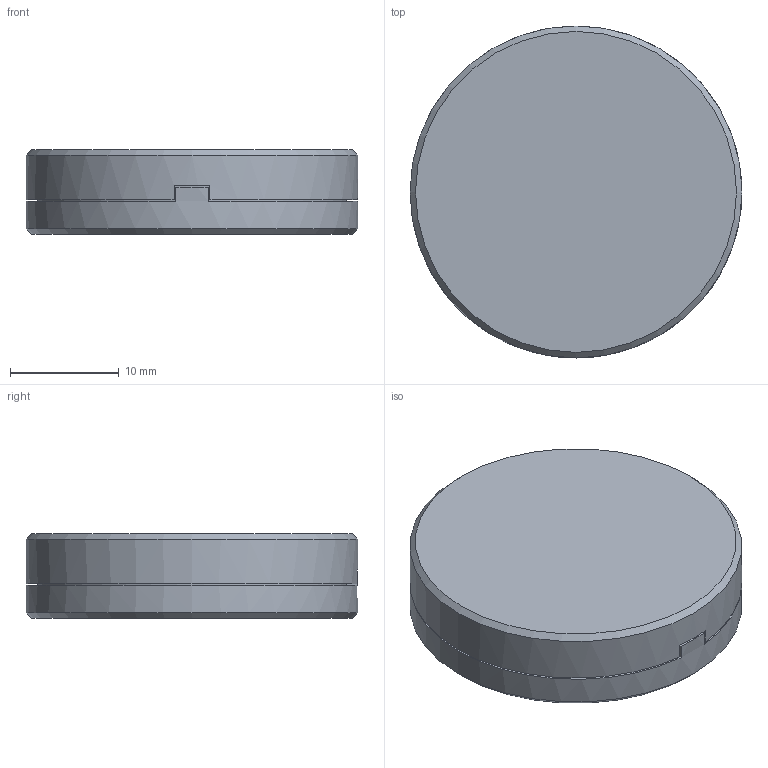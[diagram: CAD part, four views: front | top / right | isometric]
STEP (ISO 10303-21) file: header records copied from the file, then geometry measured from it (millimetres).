
FILE_DESCRIPTION(/* description */ (''),/* implementation_level */ '2;1');
FILE_NAME(/* name */ 'main v3.step',/* time_stamp */ '2023-10-21T13:28:00-07:00',/* author */ (''),/* organization */ (''),/* preprocessor_version */ 'ST-DEVELOPER v20',/* originating_system */ 'Autodesk Translation Framework v12.14.0.127',/* authorisation */ '');
FILE_SCHEMA (('AUTOMOTIVE_DESIGN { 1 0 10303 214 3 1 1 }'));
Length unit declared in the file: millimetre
Products named in the file (2): main; encasing
Assembly tree (1 placements, depth 2):
  main
    encasing
Bounding box: 30.5 x 30.5 x 7.8 mm (x, y, z)
Volume: 2870.4 mm3; surface area: 3622.6 mm2
Topology: 2 solids, 2 shells, 30 faces, 67 edges, 44 vertices
Faces by surface type: plane 18, cylinder 10, cone 2
Full cylindrical faces by diameter (mm): 21.3 x1, 23.8 x1, 25.3 x1, 30.5 x2
Entity records: 899 total; most frequent: DIRECTION 161, CARTESIAN_POINT 144, ORIENTED_EDGE 134, EDGE_CURVE 67, AXIS2_PLACEMENT_3D 61, VERTEX_POINT 44, LINE 39, VECTOR 39
